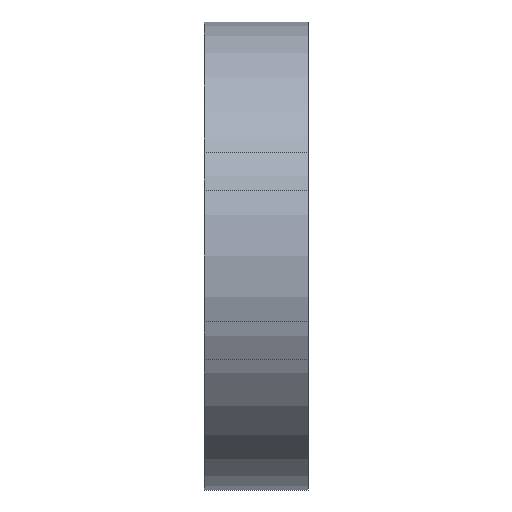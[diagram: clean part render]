
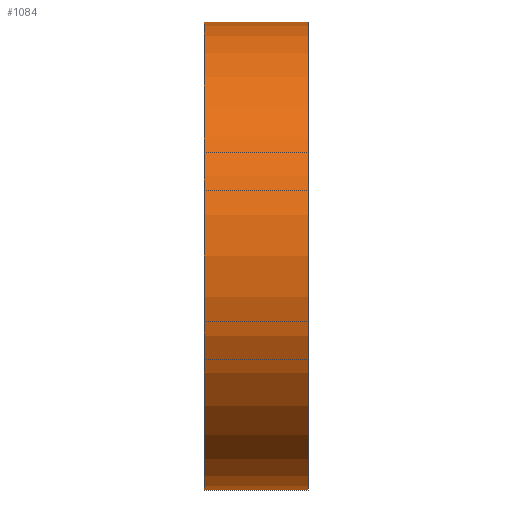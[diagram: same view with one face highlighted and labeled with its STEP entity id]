
A CAD part, front view. The second image highlights one B-rep face of the part: STEP entity #1084.
In plain terms, the highlighted cylindrical face has radius 11.25 mm (diameter 22.5 mm), a partial arc.
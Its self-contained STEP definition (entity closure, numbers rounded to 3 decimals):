
#1 = CIRCLE ( 'NONE', #3501, 11.25 ) ;
#35 = VERTEX_POINT ( 'NONE', #3643 ) ;
#343 = CARTESIAN_POINT ( 'NONE',  ( 10.417, -3.942, 11.07 ) ) ;
#457 = ORIENTED_EDGE ( 'NONE', *, *, #3349, .T. ) ;
#748 = DIRECTION ( 'NONE',  ( -1., 0., 0. ) ) ;
#1084 = ADVANCED_FACE ( 'NONE', ( #1563 ), #5042, .T. ) ;
#1093 = DIRECTION ( 'NONE',  ( -1., 0., 0. ) ) ;
#1165 = ORIENTED_EDGE ( 'NONE', *, *, #5169, .F. ) ;
#1532 = DIRECTION ( 'NONE',  ( 0., 0., 1. ) ) ;
#1563 = FACE_OUTER_BOUND ( 'NONE', #3748, .T. ) ;
#1908 = CIRCLE ( 'NONE', #6123, 11.25 ) ;
#2013 = VECTOR ( 'NONE', #2374, 1000. ) ;
#2041 = VERTEX_POINT ( 'NONE', #2666 ) ;
#2195 = EDGE_CURVE ( 'NONE', #2041, #35, #1, .T. ) ;
#2374 = DIRECTION ( 'NONE',  ( -1., 0., 0. ) ) ;
#2444 = LINE ( 'NONE', #4326, #2013 ) ;
#2470 = CARTESIAN_POINT ( 'NONE',  ( 5.417, -3.942, -0.18 ) ) ;
#2593 = CARTESIAN_POINT ( 'NONE',  ( -4.583, -3.942, -0.18 ) ) ;
#2654 = DIRECTION ( 'NONE',  ( 0., 0., 1. ) ) ;
#2666 = CARTESIAN_POINT ( 'NONE',  ( 5.417, -3.942, -11.43 ) ) ;
#3226 = AXIS2_PLACEMENT_3D ( 'NONE', #2593, #748, #2654 ) ;
#3349 = EDGE_CURVE ( 'NONE', #3636, #5438, #1908, .T. ) ;
#3364 = ORIENTED_EDGE ( 'NONE', *, *, #2195, .F. ) ;
#3474 = CARTESIAN_POINT ( 'NONE',  ( 10.417, -3.942, -11.43 ) ) ;
#3501 = AXIS2_PLACEMENT_3D ( 'NONE', #2470, #1093, #1532 ) ;
#3636 = VERTEX_POINT ( 'NONE', #3474 ) ;
#3643 = CARTESIAN_POINT ( 'NONE',  ( 5.417, -3.942, 11.07 ) ) ;
#3676 = DIRECTION ( 'NONE',  ( 0., 0., 1. ) ) ;
#3748 = EDGE_LOOP ( 'NONE', ( #1165, #457, #6139, #3364 ) ) ;
#4210 = CARTESIAN_POINT ( 'NONE',  ( 10.417, -3.942, -0.18 ) ) ;
#4297 = LINE ( 'NONE', #5240, #4817 ) ;
#4326 = CARTESIAN_POINT ( 'NONE',  ( -4.583, -3.942, -11.43 ) ) ;
#4364 = DIRECTION ( 'NONE',  ( -1., 0., 0. ) ) ;
#4817 = VECTOR ( 'NONE', #4364, 1000. ) ;
#5042 = CYLINDRICAL_SURFACE ( 'NONE', #3226, 11.25 ) ;
#5169 = EDGE_CURVE ( 'NONE', #3636, #2041, #2444, .T. ) ;
#5240 = CARTESIAN_POINT ( 'NONE',  ( -4.583, -3.942, 11.07 ) ) ;
#5438 = VERTEX_POINT ( 'NONE', #343 ) ;
#5646 = EDGE_CURVE ( 'NONE', #5438, #35, #4297, .T. ) ;
#6117 = DIRECTION ( 'NONE',  ( -1., 0., 0. ) ) ;
#6123 = AXIS2_PLACEMENT_3D ( 'NONE', #4210, #6117, #3676 ) ;
#6139 = ORIENTED_EDGE ( 'NONE', *, *, #5646, .T. ) ;
